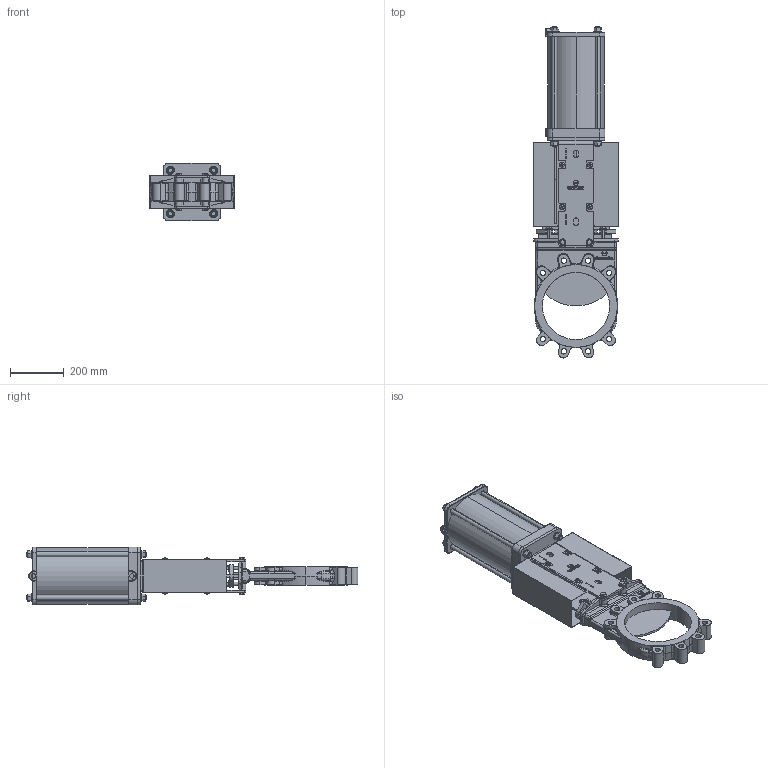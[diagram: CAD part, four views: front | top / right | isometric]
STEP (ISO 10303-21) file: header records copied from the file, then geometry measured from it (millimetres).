
FILE_DESCRIPTION (( 'STEP AP214' ), '1' );
FILE_NAME ('EB DN250_CAST IRON_PNEUMATIC.STEP', '2012-01-12T09:38:34', ( 'user' ), ( '' ), 'SwSTEP 2.0', 'SolidWorks 2011', '' );
FILE_SCHEMA (( 'AUTOMOTIVE_DESIGN' ));
Length unit declared in the file: millimetre
Products named in the file (1): EB DN250_CAST IRON_PNEUMATIC
Bounding box: 315 x 1237.83 x 215 mm (x, y, z)
Surface area: 1593642.7 mm2 (no closed solid volume)
Topology: 0 solids, 75 shells, 1022 faces, 3850 edges, 2790 vertices
Faces by surface type: plane 412, cylinder 307, bspline 127, cone 85, torus 66, sphere 25
Entity records: 59638 total; most frequent: CARTESIAN_POINT 17333, DIRECTION 6344, ORIENTED_EDGE 5844, EDGE_CURVE 3836, VERTEX_POINT 2790, AXIS2_PLACEMENT_3D 2248, VECTOR 1848, LINE 1848
